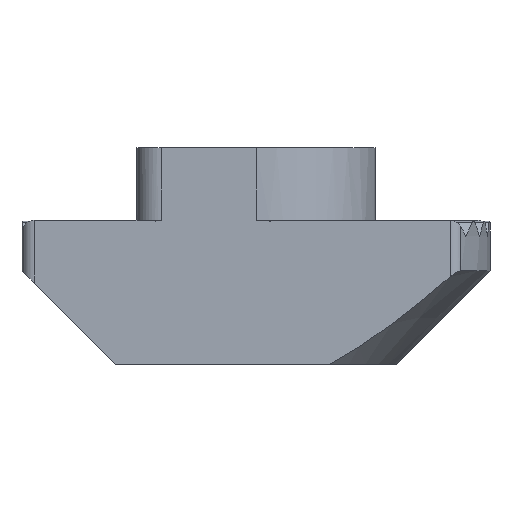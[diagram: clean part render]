
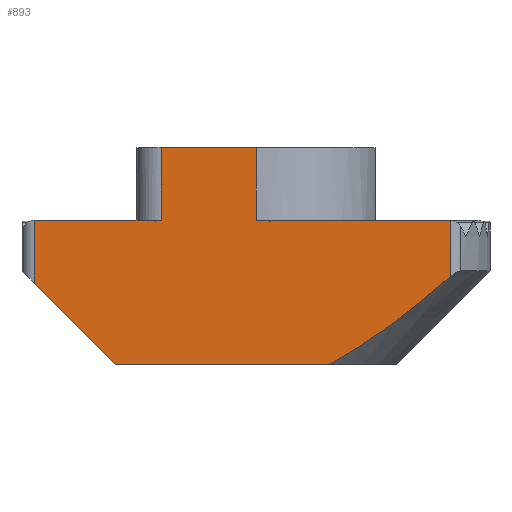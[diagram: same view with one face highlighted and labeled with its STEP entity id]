
A CAD part, front view. The second image highlights one B-rep face of the part: STEP entity #893.
In plain terms, the highlighted planar face has unit normal (0, -1, 0).
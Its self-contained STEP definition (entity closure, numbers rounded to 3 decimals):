
#8 = VERTEX_POINT ( 'NONE', #318 ) ;
#20 = LINE ( 'NONE', #1456, #1007 ) ;
#50 = VECTOR ( 'NONE', #622, 1000. ) ;
#88 = VERTEX_POINT ( 'NONE', #872 ) ;
#93 = LINE ( 'NONE', #1044, #1876 ) ;
#143 = LINE ( 'NONE', #778, #352 ) ;
#144 = ORIENTED_EDGE ( 'NONE', *, *, #1746, .F. ) ;
#196 = LINE ( 'NONE', #1854, #976 ) ;
#204 = ORIENTED_EDGE ( 'NONE', *, *, #788, .T. ) ;
#227 = LINE ( 'NONE', #447, #50 ) ;
#257 = VERTEX_POINT ( 'NONE', #1167 ) ;
#263 = VERTEX_POINT ( 'NONE', #1152 ) ;
#318 = CARTESIAN_POINT ( 'NONE',  ( 2.995, -4.85, 0. ) ) ;
#336 = CARTESIAN_POINT ( 'NONE',  ( 7.879, -4.85, 3.552 ) ) ;
#352 = VECTOR ( 'NONE', #653, 1000. ) ;
#355 = DIRECTION ( 'NONE',  ( 0., 0., 1. ) ) ;
#447 = CARTESIAN_POINT ( 'NONE',  ( 0., -4.85, 0. ) ) ;
#456 = VECTOR ( 'NONE', #355, 1000. ) ;
#463 = VERTEX_POINT ( 'NONE', #861 ) ;
#477 = VERTEX_POINT ( 'NONE', #1715 ) ;
#509 = CARTESIAN_POINT ( 'NONE',  ( 7.11, -4.85, 2.898 ) ) ;
#525 = ORIENTED_EDGE ( 'NONE', *, *, #1495, .F. ) ;
#567 = DIRECTION ( 'NONE',  ( 1., 0., 0. ) ) ;
#622 = DIRECTION ( 'NONE',  ( 1., 0., 0. ) ) ;
#635 = AXIS2_PLACEMENT_3D ( 'NONE', #1335, #1022, #1017 ) ;
#636 = VERTEX_POINT ( 'NONE', #2080 ) ;
#653 = DIRECTION ( 'NONE',  ( 1., 0., 0. ) ) ;
#678 = B_SPLINE_CURVE_WITH_KNOTS ( 'NONE', 3,
 ( #336, #509, #1696, #681, #1871, #836, #2049, #1014 ),
 .UNSPECIFIED., .F., .F.,
 ( 4, 2, 2, 4 ),
 ( 0., 0.003, 0.005, 0.006 ),
 .UNSPECIFIED. ) ;
#681 = CARTESIAN_POINT ( 'NONE',  ( 5.124, -4.85, 1.35 ) ) ;
#684 = LINE ( 'NONE', #2046, #755 ) ;
#715 = ORIENTED_EDGE ( 'NONE', *, *, #2034, .F. ) ;
#742 = ORIENTED_EDGE ( 'NONE', *, *, #2101, .F. ) ;
#755 = VECTOR ( 'NONE', #1005, 1000. ) ;
#778 = CARTESIAN_POINT ( 'NONE',  ( 0., -4.85, 8.8 ) ) ;
#788 = EDGE_CURVE ( 'NONE', #263, #8, #227, .T. ) ;
#836 = CARTESIAN_POINT ( 'NONE',  ( 3.875, -4.85, 0.5 ) ) ;
#851 = CARTESIAN_POINT ( 'NONE',  ( -3.85, -4.85, 5.9 ) ) ;
#861 = CARTESIAN_POINT ( 'NONE',  ( -9., -4.85, 3.3 ) ) ;
#872 = CARTESIAN_POINT ( 'NONE',  ( -3.85, -4.85, 5.85 ) ) ;
#893 = ADVANCED_FACE ( 'NONE', ( #1627 ), #2052, .F. ) ;
#910 = EDGE_CURVE ( 'NONE', #88, #1260, #2176, .T. ) ;
#925 = VERTEX_POINT ( 'NONE', #1241 ) ;
#976 = VECTOR ( 'NONE', #1178, 1000. ) ;
#1005 = DIRECTION ( 'NONE',  ( 1., 0., 0. ) ) ;
#1007 = VECTOR ( 'NONE', #2172, 1000. ) ;
#1014 = CARTESIAN_POINT ( 'NONE',  ( 2.995, -4.85, 0. ) ) ;
#1017 = DIRECTION ( 'NONE',  ( -1., 0., 0. ) ) ;
#1022 = DIRECTION ( 'NONE',  ( 0., 1., 0. ) ) ;
#1044 = CARTESIAN_POINT ( 'NONE',  ( -9., -4.85, 5.9 ) ) ;
#1149 = EDGE_CURVE ( 'NONE', #263, #463, #196, .T. ) ;
#1152 = CARTESIAN_POINT ( 'NONE',  ( -5.7, -4.85, 0. ) ) ;
#1160 = EDGE_LOOP ( 'NONE', ( #1471, #2158, #715, #1780, #204, #2202, #525, #742, #144, #1296 ) ) ;
#1167 = CARTESIAN_POINT ( 'NONE',  ( 7.879, -4.85, 3.552 ) ) ;
#1178 = DIRECTION ( 'NONE',  ( -0.707, 0., 0.707 ) ) ;
#1241 = CARTESIAN_POINT ( 'NONE',  ( 0., -4.85, 5.85 ) ) ;
#1253 = VERTEX_POINT ( 'NONE', #1477 ) ;
#1260 = VERTEX_POINT ( 'NONE', #1342 ) ;
#1296 = ORIENTED_EDGE ( 'NONE', *, *, #1621, .F. ) ;
#1335 = CARTESIAN_POINT ( 'NONE',  ( -9.5, -4.85, 5.9 ) ) ;
#1342 = CARTESIAN_POINT ( 'NONE',  ( -3.85, -4.85, 8.8 ) ) ;
#1456 = CARTESIAN_POINT ( 'NONE',  ( 7.879, -4.85, 5.9 ) ) ;
#1471 = ORIENTED_EDGE ( 'NONE', *, *, #910, .F. ) ;
#1477 = CARTESIAN_POINT ( 'NONE',  ( 0., -4.85, 8.8 ) ) ;
#1495 = EDGE_CURVE ( 'NONE', #636, #257, #20, .T. ) ;
#1576 = CARTESIAN_POINT ( 'NONE',  ( -9.5, -4.85, 5.85 ) ) ;
#1621 = EDGE_CURVE ( 'NONE', #1260, #1253, #143, .T. ) ;
#1627 = FACE_OUTER_BOUND ( 'NONE', #1160, .T. ) ;
#1696 = CARTESIAN_POINT ( 'NONE',  ( 6.331, -4.85, 2.258 ) ) ;
#1715 = CARTESIAN_POINT ( 'NONE',  ( -9., -4.85, 5.85 ) ) ;
#1736 = DIRECTION ( 'NONE',  ( 0., 0., 1. ) ) ;
#1746 = EDGE_CURVE ( 'NONE', #1253, #925, #1766, .T. ) ;
#1766 = LINE ( 'NONE', #1981, #2070 ) ;
#1780 = ORIENTED_EDGE ( 'NONE', *, *, #1149, .F. ) ;
#1854 = CARTESIAN_POINT ( 'NONE',  ( -5.7, -4.85, 0. ) ) ;
#1871 = CARTESIAN_POINT ( 'NONE',  ( 4.715, -4.85, 1.057 ) ) ;
#1876 = VECTOR ( 'NONE', #1736, 1000. ) ;
#1944 = EDGE_CURVE ( 'NONE', #477, #88, #684, .T. ) ;
#1954 = VECTOR ( 'NONE', #567, 1000. ) ;
#1980 = LINE ( 'NONE', #1576, #1954 ) ;
#1981 = CARTESIAN_POINT ( 'NONE',  ( 0., -4.85, 8.8 ) ) ;
#1984 = EDGE_CURVE ( 'NONE', #257, #8, #678, .T. ) ;
#2034 = EDGE_CURVE ( 'NONE', #463, #477, #93, .T. ) ;
#2046 = CARTESIAN_POINT ( 'NONE',  ( -9.5, -4.85, 5.85 ) ) ;
#2049 = CARTESIAN_POINT ( 'NONE',  ( 3.445, -4.85, 0.237 ) ) ;
#2052 = PLANE ( 'NONE',  #635 ) ;
#2070 = VECTOR ( 'NONE', #2139, 1000. ) ;
#2080 = CARTESIAN_POINT ( 'NONE',  ( 7.879, -4.85, 5.85 ) ) ;
#2101 = EDGE_CURVE ( 'NONE', #925, #636, #1980, .T. ) ;
#2139 = DIRECTION ( 'NONE',  ( 0., 0., -1. ) ) ;
#2158 = ORIENTED_EDGE ( 'NONE', *, *, #1944, .F. ) ;
#2172 = DIRECTION ( 'NONE',  ( 0., 0., -1. ) ) ;
#2176 = LINE ( 'NONE', #851, #456 ) ;
#2202 = ORIENTED_EDGE ( 'NONE', *, *, #1984, .F. ) ;
